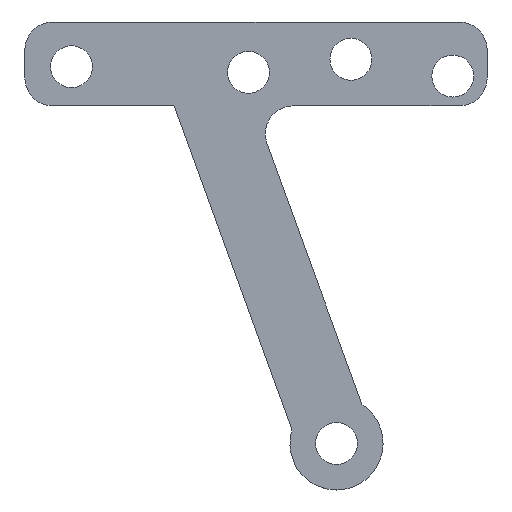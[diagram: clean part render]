
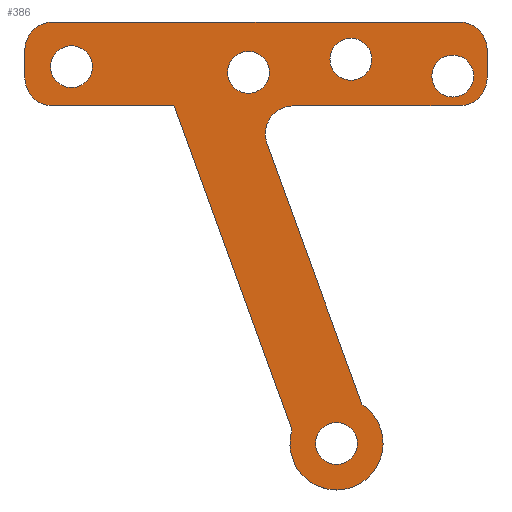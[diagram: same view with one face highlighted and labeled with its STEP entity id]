
A CAD part, top view. The second image highlights one B-rep face of the part: STEP entity #386.
In plain terms, the highlighted planar face has unit normal (0, 0, 1).
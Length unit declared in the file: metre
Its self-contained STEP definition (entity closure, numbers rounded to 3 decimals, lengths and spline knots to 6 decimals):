
#26=PLANE('',#471);
#27=CIRCLE('',#431,0.01905);
#29=CIRCLE('',#435,0.01905);
#31=CIRCLE('',#439,0.01905);
#33=CIRCLE('',#443,0.01905);
#35=CIRCLE('',#447,0.01905);
#37=CIRCLE('',#451,0.03175);
#40=CIRCLE('',#456,0.014288);
#42=CIRCLE('',#459,0.014288);
#44=CIRCLE('',#462,0.014288);
#46=CIRCLE('',#465,0.014288);
#48=CIRCLE('',#468,0.014288);
#129=ORIENTED_EDGE('',*,*,#185,.F.);
#130=ORIENTED_EDGE('',*,*,#187,.F.);
#131=ORIENTED_EDGE('',*,*,#189,.F.);
#132=ORIENTED_EDGE('',*,*,#191,.F.);
#133=ORIENTED_EDGE('',*,*,#193,.F.);
#134=ORIENTED_EDGE('',*,*,#181,.T.);
#135=ORIENTED_EDGE('',*,*,#178,.T.);
#136=ORIENTED_EDGE('',*,*,#175,.F.);
#137=ORIENTED_EDGE('',*,*,#172,.F.);
#138=ORIENTED_EDGE('',*,*,#169,.T.);
#139=ORIENTED_EDGE('',*,*,#166,.T.);
#140=ORIENTED_EDGE('',*,*,#163,.F.);
#141=ORIENTED_EDGE('',*,*,#160,.T.);
#142=ORIENTED_EDGE('',*,*,#157,.F.);
#143=ORIENTED_EDGE('',*,*,#154,.T.);
#144=ORIENTED_EDGE('',*,*,#151,.T.);
#145=ORIENTED_EDGE('',*,*,#148,.T.);
#146=ORIENTED_EDGE('',*,*,#194,.T.);
#148=EDGE_CURVE('',#198,#196,#27,.T.);
#151=EDGE_CURVE('',#200,#198,#234,.T.);
#154=EDGE_CURVE('',#202,#200,#29,.T.);
#157=EDGE_CURVE('',#202,#204,#238,.T.);
#160=EDGE_CURVE('',#206,#204,#31,.T.);
#163=EDGE_CURVE('',#206,#208,#242,.T.);
#166=EDGE_CURVE('',#210,#208,#33,.T.);
#169=EDGE_CURVE('',#212,#210,#246,.T.);
#172=EDGE_CURVE('',#212,#214,#35,.T.);
#175=EDGE_CURVE('',#214,#216,#250,.T.);
#178=EDGE_CURVE('',#218,#216,#37,.T.);
#181=EDGE_CURVE('',#220,#218,#254,.T.);
#185=EDGE_CURVE('',#223,#223,#40,.T.);
#187=EDGE_CURVE('',#225,#225,#42,.T.);
#189=EDGE_CURVE('',#227,#227,#44,.T.);
#191=EDGE_CURVE('',#229,#229,#46,.T.);
#193=EDGE_CURVE('',#231,#231,#48,.T.);
#194=EDGE_CURVE('',#196,#220,#257,.T.);
#196=VERTEX_POINT('',#588);
#198=VERTEX_POINT('',#591);
#200=VERTEX_POINT('',#597);
#202=VERTEX_POINT('',#603);
#204=VERTEX_POINT('',#609);
#206=VERTEX_POINT('',#615);
#208=VERTEX_POINT('',#621);
#210=VERTEX_POINT('',#627);
#212=VERTEX_POINT('',#633);
#214=VERTEX_POINT('',#639);
#216=VERTEX_POINT('',#645);
#218=VERTEX_POINT('',#651);
#220=VERTEX_POINT('',#657);
#223=VERTEX_POINT('',#665);
#225=VERTEX_POINT('',#670);
#227=VERTEX_POINT('',#675);
#229=VERTEX_POINT('',#680);
#231=VERTEX_POINT('',#685);
#234=LINE('',#596,#261);
#238=LINE('',#608,#265);
#242=LINE('',#620,#269);
#246=LINE('',#632,#273);
#250=LINE('',#644,#277);
#254=LINE('',#656,#281);
#257=LINE('',#687,#284);
#261=VECTOR('',#484,1.);
#265=VECTOR('',#496,1.);
#269=VECTOR('',#508,1.);
#273=VECTOR('',#520,1.);
#277=VECTOR('',#532,1.);
#281=VECTOR('',#544,1.);
#284=VECTOR('',#579,1.);
#315=EDGE_LOOP('',(#129));
#316=EDGE_LOOP('',(#130));
#317=EDGE_LOOP('',(#131));
#318=EDGE_LOOP('',(#132));
#319=EDGE_LOOP('',(#133));
#320=EDGE_LOOP('',(#134,#135,#136,#137,#138,#139,#140,#141,#142,#143,#144,
#145,#146));
#350=FACE_BOUND('',#315,.T.);
#351=FACE_BOUND('',#316,.T.);
#352=FACE_BOUND('',#317,.T.);
#353=FACE_BOUND('',#318,.T.);
#354=FACE_BOUND('',#319,.T.);
#355=FACE_BOUND('',#320,.T.);
#386=ADVANCED_FACE('',(#350,#351,#352,#353,#354,#355),#26,.T.);
#431=AXIS2_PLACEMENT_3D('',#590,#477,#478);
#435=AXIS2_PLACEMENT_3D('',#602,#489,#490);
#439=AXIS2_PLACEMENT_3D('',#614,#501,#502);
#443=AXIS2_PLACEMENT_3D('',#626,#513,#514);
#447=AXIS2_PLACEMENT_3D('',#638,#525,#526);
#451=AXIS2_PLACEMENT_3D('',#650,#537,#538);
#456=AXIS2_PLACEMENT_3D('',#664,#551,#552);
#459=AXIS2_PLACEMENT_3D('',#669,#557,#558);
#462=AXIS2_PLACEMENT_3D('',#674,#563,#564);
#465=AXIS2_PLACEMENT_3D('',#679,#569,#570);
#468=AXIS2_PLACEMENT_3D('',#684,#575,#576);
#471=AXIS2_PLACEMENT_3D('',#690,#583,#584);
#477=DIRECTION('',(0.,0.,1.));
#478=DIRECTION('',(1.,0.,0.));
#484=DIRECTION('',(0.,-1.,0.));
#489=DIRECTION('',(0.,0.,1.));
#490=DIRECTION('',(1.,0.,0.));
#496=DIRECTION('',(1.,0.,0.));
#501=DIRECTION('',(0.,0.,1.));
#502=DIRECTION('',(1.,0.,0.));
#508=DIRECTION('',(0.,-1.,0.));
#513=DIRECTION('',(0.,0.,1.));
#514=DIRECTION('',(1.,0.,0.));
#520=DIRECTION('',(1.,0.,0.));
#525=DIRECTION('',(0.,0.,1.));
#526=DIRECTION('',(1.,0.,0.));
#532=DIRECTION('',(0.342,-0.94,0.));
#537=DIRECTION('',(0.,0.,1.));
#538=DIRECTION('',(1.,0.,0.));
#544=DIRECTION('',(0.342,-0.94,0.));
#551=DIRECTION('',(0.,0.,1.));
#552=DIRECTION('',(1.,0.,0.));
#557=DIRECTION('',(0.,0.,1.));
#558=DIRECTION('',(1.,0.,0.));
#563=DIRECTION('',(0.,0.,1.));
#564=DIRECTION('',(1.,0.,0.));
#569=DIRECTION('',(0.,0.,1.));
#570=DIRECTION('',(1.,0.,0.));
#575=DIRECTION('',(0.,0.,1.));
#576=DIRECTION('',(1.,0.,0.));
#579=DIRECTION('',(1.,0.,0.));
#583=DIRECTION('',(0.,0.,1.));
#584=DIRECTION('',(1.,0.,0.));
#588=CARTESIAN_POINT('',(0.01905,-0.05715,0.003175));
#590=CARTESIAN_POINT('',(0.01905,-0.0381,0.003175));
#591=CARTESIAN_POINT('',(0.,-0.0381,0.003175));
#596=CARTESIAN_POINT('',(0.,-0.028575,0.003175));
#597=CARTESIAN_POINT('',(0.,-0.01905,0.003175));
#602=CARTESIAN_POINT('',(0.01905,-0.01905,0.003175));
#603=CARTESIAN_POINT('',(0.01905,0.,0.003175));
#608=CARTESIAN_POINT('',(0.15748,0.,0.003175));
#609=CARTESIAN_POINT('',(0.29591,0.,0.003175));
#614=CARTESIAN_POINT('',(0.29591,-0.01905,0.003175));
#615=CARTESIAN_POINT('',(0.31496,-0.01905,0.003175));
#620=CARTESIAN_POINT('',(0.31496,-0.028575,0.003175));
#621=CARTESIAN_POINT('',(0.31496,-0.0381,0.003175));
#626=CARTESIAN_POINT('',(0.29591,-0.0381,0.003175));
#627=CARTESIAN_POINT('',(0.29591,-0.05715,0.003175));
#632=CARTESIAN_POINT('',(0.239388,-0.05715,0.003175));
#633=CARTESIAN_POINT('',(0.182866,-0.05715,0.003175));
#638=CARTESIAN_POINT('',(0.182866,-0.0762,0.003175));
#639=CARTESIAN_POINT('',(0.164965,-0.082715,0.003175));
#644=CARTESIAN_POINT('',(0.19733,-0.171636,0.003175));
#645=CARTESIAN_POINT('',(0.229694,-0.260556,0.003175));
#650=CARTESIAN_POINT('',(0.212341,-0.287145,0.003175));
#651=CARTESIAN_POINT('',(0.181958,-0.277931,0.003175));
#656=CARTESIAN_POINT('',(0.141779,-0.16754,0.003175));
#657=CARTESIAN_POINT('',(0.1016,-0.05715,0.003175));
#664=CARTESIAN_POINT('',(0.291557,-0.03683,0.003175));
#665=CARTESIAN_POINT('',(0.305845,-0.03683,0.003175));
#669=CARTESIAN_POINT('',(0.222134,-0.0254,0.003175));
#670=CARTESIAN_POINT('',(0.236421,-0.0254,0.003175));
#674=CARTESIAN_POINT('',(0.212341,-0.287145,0.003175));
#675=CARTESIAN_POINT('',(0.226629,-0.287145,0.003175));
#679=CARTESIAN_POINT('',(0.15234,-0.03429,0.003175));
#680=CARTESIAN_POINT('',(0.166627,-0.03429,0.003175));
#684=CARTESIAN_POINT('',(0.03175,-0.03048,0.003175));
#685=CARTESIAN_POINT('',(0.046038,-0.03048,0.003175));
#687=CARTESIAN_POINT('',(0.060325,-0.05715,0.003175));
#690=CARTESIAN_POINT('',(0.15748,-0.159447,0.003175));
